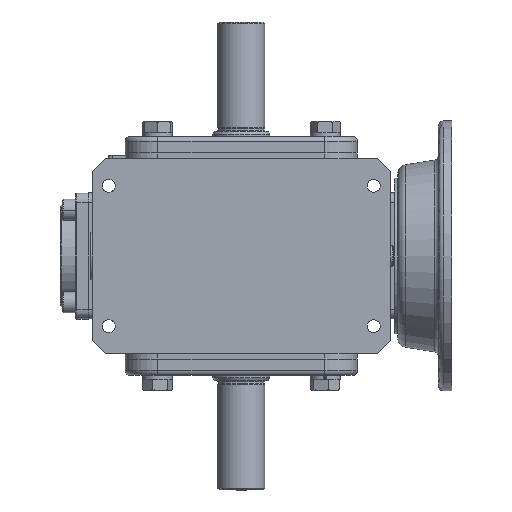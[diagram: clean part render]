
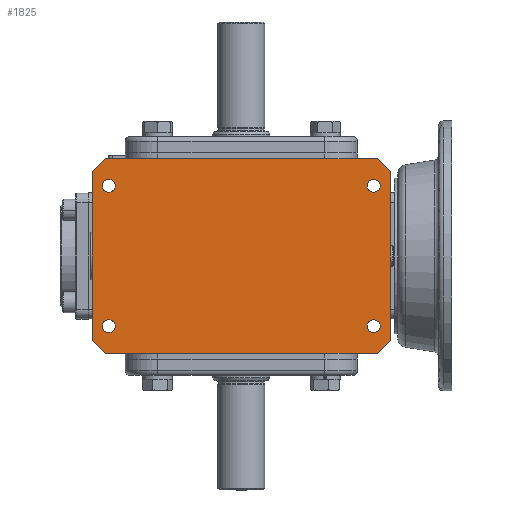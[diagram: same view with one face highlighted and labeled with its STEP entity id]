
A CAD part, front view. The second image highlights one B-rep face of the part: STEP entity #1825.
In plain terms, the highlighted planar face has unit normal (0, -1, 0).
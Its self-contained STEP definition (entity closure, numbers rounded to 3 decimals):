
#228 = VECTOR ( 'NONE', #2072, 1000. ) ;
#368 = AXIS2_PLACEMENT_3D ( 'NONE', #2438, #2455, #2518 ) ;
#379 = CIRCLE ( 'NONE', #453, 3.969 ) ;
#380 = CIRCLE ( 'NONE', #486, 3.969 ) ;
#383 = VECTOR ( 'NONE', #11205, 1000. ) ;
#388 = AXIS2_PLACEMENT_3D ( 'NONE', #10763, #10861, #10828 ) ;
#413 = CIRCLE ( 'NONE', #520, 3.969 ) ;
#453 = AXIS2_PLACEMENT_3D ( 'NONE', #11234, #11236, #11237 ) ;
#456 = AXIS2_PLACEMENT_3D ( 'NONE', #2593, #2528, #2587 ) ;
#475 = CIRCLE ( 'NONE', #478, 3.969 ) ;
#478 = AXIS2_PLACEMENT_3D ( 'NONE', #2547, #2610, #2397 ) ;
#480 = CIRCLE ( 'NONE', #368, 3.969 ) ;
#482 = CIRCLE ( 'NONE', #388, 3.969 ) ;
#486 = AXIS2_PLACEMENT_3D ( 'NONE', #2635, #2461, #2525 ) ;
#507 = CIRCLE ( 'NONE', #509, 3.969 ) ;
#509 = AXIS2_PLACEMENT_3D ( 'NONE', #11212, #11229, #11231 ) ;
#520 = AXIS2_PLACEMENT_3D ( 'NONE', #10821, #10823, #10831 ) ;
#533 = CIRCLE ( 'NONE', #456, 3.969 ) ;
#562 = EDGE_CURVE ( 'NONE', #8890, #8764, #4784, .T. ) ;
#1266 = DIRECTION ( 'NONE',  ( 1., 0., 0. ) ) ;
#1268 = CARTESIAN_POINT ( 'NONE',  ( -91., -74.63, -59.5 ) ) ;
#1372 = DIRECTION ( 'NONE',  ( -0.707, 0., 0.707 ) ) ;
#1373 = CARTESIAN_POINT ( 'NONE',  ( -91., -74.63, -51.5 ) ) ;
#1795 = EDGE_CURVE ( 'NONE', #11663, #8890, #4503, .T. ) ;
#1825 = ADVANCED_FACE ( 'NONE', ( #6262, #6263, #6264, #6265, #6266 ), #2019, .T. ) ;
#1935 = DIRECTION ( 'NONE',  ( 0., 0., -1. ) ) ;
#1939 = DIRECTION ( 'NONE',  ( 0., -1., 0. ) ) ;
#1989 = CARTESIAN_POINT ( 'NONE',  ( 83., -74.63, 59.5 ) ) ;
#2019 = PLANE ( 'NONE',  #13791 ) ;
#2072 = DIRECTION ( 'NONE',  ( 0.707, 0., -0.707 ) ) ;
#2126 = CARTESIAN_POINT ( 'NONE',  ( -91., -74.63, 65. ) ) ;
#2397 = DIRECTION ( 'NONE',  ( 0., 0., -1. ) ) ;
#2438 = CARTESIAN_POINT ( 'NONE',  ( 80.96, -74.63, -42.86 ) ) ;
#2455 = DIRECTION ( 'NONE',  ( 0., -1., 0. ) ) ;
#2461 = DIRECTION ( 'NONE',  ( 0., -1., 0. ) ) ;
#2518 = DIRECTION ( 'NONE',  ( 0., 0., -1. ) ) ;
#2525 = DIRECTION ( 'NONE',  ( 0., 0., -1. ) ) ;
#2528 = DIRECTION ( 'NONE',  ( 0., -1., 0. ) ) ;
#2547 = CARTESIAN_POINT ( 'NONE',  ( 80.96, -74.63, 42.86 ) ) ;
#2587 = DIRECTION ( 'NONE',  ( 0., 0., -1. ) ) ;
#2593 = CARTESIAN_POINT ( 'NONE',  ( -80.96, -74.63, 42.86 ) ) ;
#2610 = DIRECTION ( 'NONE',  ( 0., -1., 0. ) ) ;
#2635 = CARTESIAN_POINT ( 'NONE',  ( -80.96, -74.63, -42.86 ) ) ;
#3408 = LINE ( 'NONE', #5190, #10685 ) ;
#3410 = LINE ( 'NONE', #5172, #9436 ) ;
#3755 = CARTESIAN_POINT ( 'NONE',  ( -91., -74.63, 51.5 ) ) ;
#3950 = CARTESIAN_POINT ( 'NONE',  ( -83., -74.63, -59.5 ) ) ;
#4265 = EDGE_CURVE ( 'NONE', #8764, #8765, #11508, .T. ) ;
#4503 = LINE ( 'NONE', #1989, #228 ) ;
#4750 = EDGE_CURVE ( 'NONE', #11737, #8721, #8308, .T. ) ;
#4752 = EDGE_CURVE ( 'NONE', #8909, #8736, #507, .T. ) ;
#4753 = EDGE_CURVE ( 'NONE', #8910, #8728, #379, .T. ) ;
#4755 = EDGE_CURVE ( 'NONE', #8715, #8733, #482, .T. ) ;
#4757 = EDGE_CURVE ( 'NONE', #8766, #8760, #413, .T. ) ;
#4784 = LINE ( 'NONE', #5726, #16203 ) ;
#5170 = DIRECTION ( 'NONE',  ( 0.707, 0., 0.707 ) ) ;
#5172 = CARTESIAN_POINT ( 'NONE',  ( -83., -74.63, 59.5 ) ) ;
#5189 = DIRECTION ( 'NONE',  ( 1., 0., 0. ) ) ;
#5190 = CARTESIAN_POINT ( 'NONE',  ( -91., -74.63, 59.5 ) ) ;
#5711 = DIRECTION ( 'NONE',  ( 0., 0., -1. ) ) ;
#5726 = CARTESIAN_POINT ( 'NONE',  ( 91., -74.63, 65. ) ) ;
#5904 = CARTESIAN_POINT ( 'NONE',  ( -83., -74.63, 59.5 ) ) ;
#6072 = CARTESIAN_POINT ( 'NONE',  ( 83., -74.63, 59.5 ) ) ;
#6262 = FACE_BOUND ( 'NONE', #11611, .T. ) ;
#6263 = FACE_BOUND ( 'NONE', #11585, .T. ) ;
#6264 = FACE_BOUND ( 'NONE', #8848, .T. ) ;
#6265 = FACE_BOUND ( 'NONE', #8789, .T. ) ;
#6266 = FACE_OUTER_BOUND ( 'NONE', #11605, .T. ) ;
#6930 = EDGE_CURVE ( 'NONE', #8728, #8910, #533, .T. ) ;
#6937 = EDGE_CURVE ( 'NONE', #8760, #8766, #380, .T. ) ;
#6943 = EDGE_CURVE ( 'NONE', #8733, #8715, #475, .T. ) ;
#6947 = EDGE_CURVE ( 'NONE', #8736, #8909, #480, .T. ) ;
#7985 = LINE ( 'NONE', #1373, #11776 ) ;
#7989 = LINE ( 'NONE', #1268, #11908 ) ;
#8308 = LINE ( 'NONE', #11204, #383 ) ;
#8715 = VERTEX_POINT ( 'NONE', #12643 ) ;
#8721 = VERTEX_POINT ( 'NONE', #12583 ) ;
#8728 = VERTEX_POINT ( 'NONE', #12593 ) ;
#8733 = VERTEX_POINT ( 'NONE', #12867 ) ;
#8736 = VERTEX_POINT ( 'NONE', #12616 ) ;
#8760 = VERTEX_POINT ( 'NONE', #12659 ) ;
#8764 = VERTEX_POINT ( 'NONE', #12909 ) ;
#8765 = VERTEX_POINT ( 'NONE', #12586 ) ;
#8766 = VERTEX_POINT ( 'NONE', #12617 ) ;
#8789 = EDGE_LOOP ( 'NONE', ( #10536, #10514 ) ) ;
#8848 = EDGE_LOOP ( 'NONE', ( #10489, #10452 ) ) ;
#8890 = VERTEX_POINT ( 'NONE', #12929 ) ;
#8909 = VERTEX_POINT ( 'NONE', #12952 ) ;
#8910 = VERTEX_POINT ( 'NONE', #12940 ) ;
#9436 = VECTOR ( 'NONE', #5170, 1000. ) ;
#10450 = ORIENTED_EDGE ( 'NONE', *, *, #562, .F. ) ;
#10452 = ORIENTED_EDGE ( 'NONE', *, *, #6930, .F. ) ;
#10466 = ORIENTED_EDGE ( 'NONE', *, *, #13891, .F. ) ;
#10473 = ORIENTED_EDGE ( 'NONE', *, *, #13896, .F. ) ;
#10489 = ORIENTED_EDGE ( 'NONE', *, *, #4753, .F. ) ;
#10497 = ORIENTED_EDGE ( 'NONE', *, *, #6947, .F. ) ;
#10498 = ORIENTED_EDGE ( 'NONE', *, *, #4750, .T. ) ;
#10512 = ORIENTED_EDGE ( 'NONE', *, *, #14138, .F. ) ;
#10514 = ORIENTED_EDGE ( 'NONE', *, *, #6937, .F. ) ;
#10531 = ORIENTED_EDGE ( 'NONE', *, *, #1795, .F. ) ;
#10536 = ORIENTED_EDGE ( 'NONE', *, *, #4757, .F. ) ;
#10542 = ORIENTED_EDGE ( 'NONE', *, *, #4755, .F. ) ;
#10543 = ORIENTED_EDGE ( 'NONE', *, *, #6943, .F. ) ;
#10544 = ORIENTED_EDGE ( 'NONE', *, *, #4265, .F. ) ;
#10551 = ORIENTED_EDGE ( 'NONE', *, *, #4752, .F. ) ;
#10552 = ORIENTED_EDGE ( 'NONE', *, *, #14144, .T. ) ;
#10685 = VECTOR ( 'NONE', #5189, 1000. ) ;
#10763 = CARTESIAN_POINT ( 'NONE',  ( 80.96, -74.63, 42.86 ) ) ;
#10821 = CARTESIAN_POINT ( 'NONE',  ( -80.96, -74.63, -42.86 ) ) ;
#10823 = DIRECTION ( 'NONE',  ( 0., -1., 0. ) ) ;
#10828 = DIRECTION ( 'NONE',  ( 0., 0., -1. ) ) ;
#10831 = DIRECTION ( 'NONE',  ( 0., 0., -1. ) ) ;
#10861 = DIRECTION ( 'NONE',  ( 0., -1., 0. ) ) ;
#11093 = CARTESIAN_POINT ( 'NONE',  ( 91., -74.63, -51.5 ) ) ;
#11095 = DIRECTION ( 'NONE',  ( -0.707, 0., -0.707 ) ) ;
#11204 = CARTESIAN_POINT ( 'NONE',  ( -91., -74.63, 65. ) ) ;
#11205 = DIRECTION ( 'NONE',  ( 0., 0., -1. ) ) ;
#11212 = CARTESIAN_POINT ( 'NONE',  ( 80.96, -74.63, -42.86 ) ) ;
#11229 = DIRECTION ( 'NONE',  ( 0., -1., 0. ) ) ;
#11231 = DIRECTION ( 'NONE',  ( 0., 0., -1. ) ) ;
#11234 = CARTESIAN_POINT ( 'NONE',  ( -80.96, -74.63, 42.86 ) ) ;
#11236 = DIRECTION ( 'NONE',  ( 0., -1., 0. ) ) ;
#11237 = DIRECTION ( 'NONE',  ( 0., 0., -1. ) ) ;
#11508 = LINE ( 'NONE', #11093, #16304 ) ;
#11585 = EDGE_LOOP ( 'NONE', ( #10542, #10543 ) ) ;
#11605 = EDGE_LOOP ( 'NONE', ( #10552, #10544, #10450, #10531, #10466, #10473, #10498, #10512 ) ) ;
#11611 = EDGE_LOOP ( 'NONE', ( #10551, #10497 ) ) ;
#11663 = VERTEX_POINT ( 'NONE', #6072 ) ;
#11675 = VERTEX_POINT ( 'NONE', #5904 ) ;
#11718 = VERTEX_POINT ( 'NONE', #3950 ) ;
#11737 = VERTEX_POINT ( 'NONE', #3755 ) ;
#11776 = VECTOR ( 'NONE', #1372, 1000. ) ;
#11908 = VECTOR ( 'NONE', #1266, 1000. ) ;
#12583 = CARTESIAN_POINT ( 'NONE',  ( -91., -74.63, -51.5 ) ) ;
#12586 = CARTESIAN_POINT ( 'NONE',  ( 83., -74.63, -59.5 ) ) ;
#12593 = CARTESIAN_POINT ( 'NONE',  ( -80.96, -74.63, 46.829 ) ) ;
#12616 = CARTESIAN_POINT ( 'NONE',  ( 80.96, -74.63, -38.891 ) ) ;
#12617 = CARTESIAN_POINT ( 'NONE',  ( -80.96, -74.63, -46.829 ) ) ;
#12643 = CARTESIAN_POINT ( 'NONE',  ( 80.96, -74.63, 38.891 ) ) ;
#12659 = CARTESIAN_POINT ( 'NONE',  ( -80.96, -74.63, -38.891 ) ) ;
#12867 = CARTESIAN_POINT ( 'NONE',  ( 80.96, -74.63, 46.829 ) ) ;
#12909 = CARTESIAN_POINT ( 'NONE',  ( 91., -74.63, -51.5 ) ) ;
#12929 = CARTESIAN_POINT ( 'NONE',  ( 91., -74.63, 51.5 ) ) ;
#12940 = CARTESIAN_POINT ( 'NONE',  ( -80.96, -74.63, 38.891 ) ) ;
#12952 = CARTESIAN_POINT ( 'NONE',  ( 80.96, -74.63, -46.829 ) ) ;
#13791 = AXIS2_PLACEMENT_3D ( 'NONE', #2126, #1939, #1935 ) ;
#13891 = EDGE_CURVE ( 'NONE', #11675, #11663, #3408, .T. ) ;
#13896 = EDGE_CURVE ( 'NONE', #11737, #11675, #3410, .T. ) ;
#14138 = EDGE_CURVE ( 'NONE', #11718, #8721, #7985, .T. ) ;
#14144 = EDGE_CURVE ( 'NONE', #11718, #8765, #7989, .T. ) ;
#16203 = VECTOR ( 'NONE', #5711, 1000. ) ;
#16304 = VECTOR ( 'NONE', #11095, 1000. ) ;
